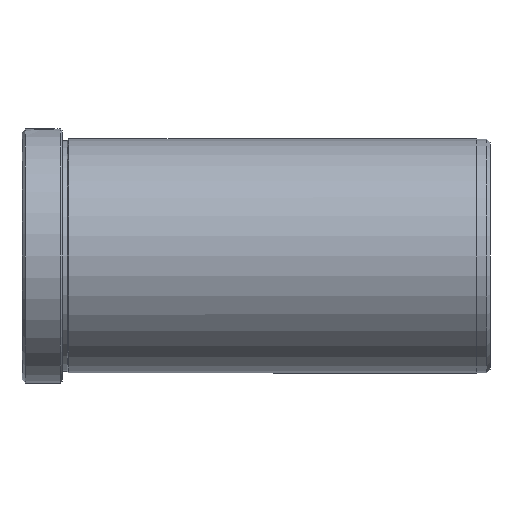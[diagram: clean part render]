
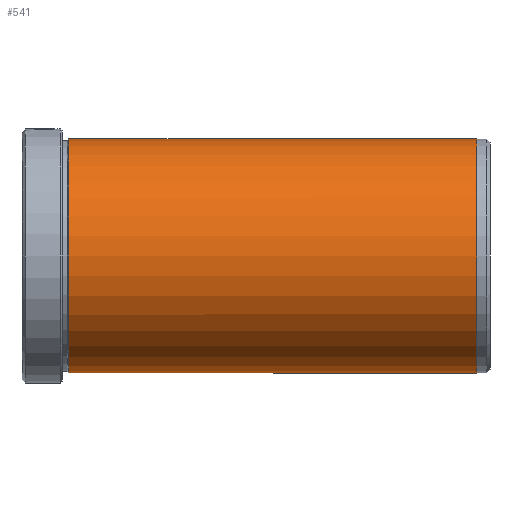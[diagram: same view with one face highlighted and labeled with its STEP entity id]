
A CAD part, left-side view. The second image highlights one B-rep face of the part: STEP entity #541.
In plain terms, the highlighted cylindrical face has radius 35 mm (diameter 70 mm), a partial arc.
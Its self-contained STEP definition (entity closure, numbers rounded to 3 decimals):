
#145 = AXIS2_PLACEMENT_3D ( 'NONE', #1188, #344, #1344 ) ;
#192 = DIRECTION ( 'NONE',  ( 0., 1., 0. ) ) ;
#200 = CARTESIAN_POINT ( 'NONE',  ( 0., -14., -35. ) ) ;
#230 = DIRECTION ( 'NONE',  ( 0., 1., 0. ) ) ;
#343 = DIRECTION ( 'NONE',  ( 0., -1., 0. ) ) ;
#344 = DIRECTION ( 'NONE',  ( 0., 1., 0. ) ) ;
#393 = EDGE_CURVE ( 'NONE', #1064, #841, #709, .T. ) ;
#407 = VERTEX_POINT ( 'NONE', #936 ) ;
#447 = FACE_OUTER_BOUND ( 'NONE', #1506, .T. ) ;
#541 = ADVANCED_FACE ( 'NONE', ( #447 ), #730, .T. ) ;
#544 = CARTESIAN_POINT ( 'NONE',  ( 0., 0., 0. ) ) ;
#595 = ORIENTED_EDGE ( 'NONE', *, *, #855, .T. ) ;
#607 = LINE ( 'NONE', #1046, #974 ) ;
#709 = LINE ( 'NONE', #1078, #941 ) ;
#730 = CYLINDRICAL_SURFACE ( 'NONE', #1644, 35. ) ;
#827 = EDGE_CURVE ( 'NONE', #407, #1064, #1801, .T. ) ;
#841 = VERTEX_POINT ( 'NONE', #200 ) ;
#855 = EDGE_CURVE ( 'NONE', #407, #1174, #607, .T. ) ;
#936 = CARTESIAN_POINT ( 'NONE',  ( 0., -136., 35. ) ) ;
#941 = VECTOR ( 'NONE', #230, 1000. ) ;
#974 = VECTOR ( 'NONE', #192, 1000. ) ;
#1046 = CARTESIAN_POINT ( 'NONE',  ( 0., 0., 35. ) ) ;
#1064 = VERTEX_POINT ( 'NONE', #1221 ) ;
#1078 = CARTESIAN_POINT ( 'NONE',  ( 0., 0., -35. ) ) ;
#1161 = CARTESIAN_POINT ( 'NONE',  ( 0., -14., 35. ) ) ;
#1174 = VERTEX_POINT ( 'NONE', #1161 ) ;
#1187 = CARTESIAN_POINT ( 'NONE',  ( 0., -136., 0. ) ) ;
#1188 = CARTESIAN_POINT ( 'NONE',  ( 0., -14., 0. ) ) ;
#1221 = CARTESIAN_POINT ( 'NONE',  ( 0., -136., -35. ) ) ;
#1343 = DIRECTION ( 'NONE',  ( 0., 0., -1. ) ) ;
#1344 = DIRECTION ( 'NONE',  ( 0., 0., 1. ) ) ;
#1356 = CIRCLE ( 'NONE', #145, 35. ) ;
#1365 = ORIENTED_EDGE ( 'NONE', *, *, #827, .F. ) ;
#1417 = DIRECTION ( 'NONE',  ( 0., 0., 1. ) ) ;
#1506 = EDGE_LOOP ( 'NONE', ( #1774, #1365, #595, #1525 ) ) ;
#1515 = EDGE_CURVE ( 'NONE', #841, #1174, #1356, .T. ) ;
#1516 = AXIS2_PLACEMENT_3D ( 'NONE', #1187, #343, #1343 ) ;
#1525 = ORIENTED_EDGE ( 'NONE', *, *, #1515, .F. ) ;
#1644 = AXIS2_PLACEMENT_3D ( 'NONE', #544, #1852, #1417 ) ;
#1774 = ORIENTED_EDGE ( 'NONE', *, *, #393, .F. ) ;
#1801 = CIRCLE ( 'NONE', #1516, 35. ) ;
#1852 = DIRECTION ( 'NONE',  ( 0., 1., 0. ) ) ;
